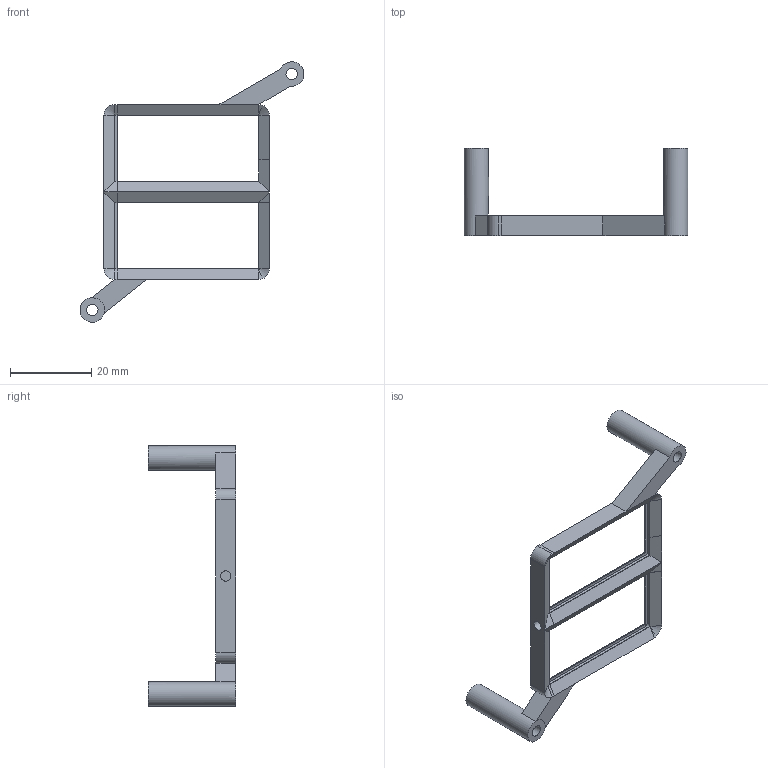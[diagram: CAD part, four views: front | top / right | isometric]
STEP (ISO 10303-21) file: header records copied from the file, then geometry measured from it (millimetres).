
FILE_DESCRIPTION(/* description */ (''),/* implementation_level */ '2;1');
FILE_NAME(/* name */ 'Teensy holder v1.step',/* time_stamp */ '2021-07-08T08:36:41+02:00',/* author */ (''),/* organization */ (''),/* preprocessor_version */ 'ST-DEVELOPER v18.1',/* originating_system */ 'Autodesk Translation Framework v10.9.0.1377',/* authorisation */ '');
FILE_SCHEMA (('AUTOMOTIVE_DESIGN { 1 0 10303 214 3 1 1 }'));
Length unit declared in the file: millimetre
Products named in the file (1): Teensy holder v1
Bounding box: 55 x 21.5 x 64 mm (x, y, z)
Volume: 3277.6 mm3; surface area: 4618 mm2
Topology: 2 solids, 2 shells, 111 faces, 270 edges, 154 vertices
Faces by surface type: plane 86, cylinder 15, cone 10
Full cylindrical faces by diameter (mm): 2.5 x2, 2.8 x2, 6 x2
Entity records: 3119 total; most frequent: CARTESIAN_POINT 547, ORIENTED_EDGE 520, DIRECTION 512, EDGE_CURVE 260, LINE 222, VECTOR 222, VERTEX_POINT 154, AXIS2_PLACEMENT_3D 145
